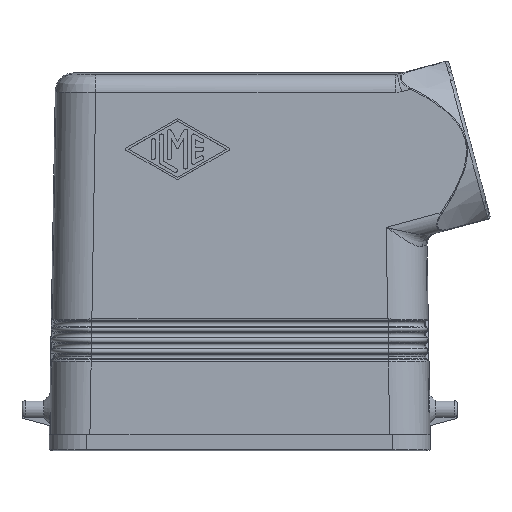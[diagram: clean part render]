
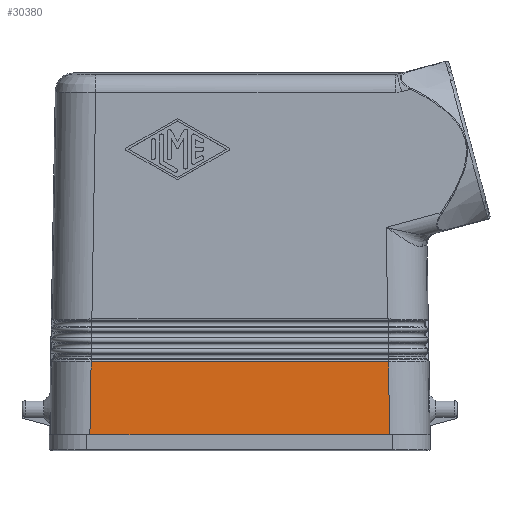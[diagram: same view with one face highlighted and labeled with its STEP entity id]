
A CAD part, front view. The second image highlights one B-rep face of the part: STEP entity #30380.
In plain terms, the highlighted face is planar.
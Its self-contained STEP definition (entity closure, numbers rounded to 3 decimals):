
#21140=CARTESIAN_POINT('',(12.4,23.216,0.));
#21150=VERTEX_POINT('',#21140);
#21420=CARTESIAN_POINT('',(12.4,0.,0.));
#21430=DIRECTION('',(0.,-1.,0.));
#21440=VECTOR('',#21430,1.);
#21450=LINE('',#21420,#21440);
#21460=CARTESIAN_POINT('',(12.4,72.784,0.));
#21470=VERTEX_POINT('',#21460);
#21480=EDGE_CURVE('',#21470,#21150,#21450,.T.);
#26660=CARTESIAN_POINT('',(12.4,0.,0.));
#26670=DIRECTION('',(-1.,0.,-0.017));
#26680=DIRECTION('',(0.,1.,0.));
#26690=AXIS2_PLACEMENT_3D('',#26660,#26670,#26680);
#26700=PLANE('',#26690);
#28270=CARTESIAN_POINT('',(12.398,72.782,
0.113));
#28280=DIRECTION('',(-0.017,-0.017,
1.));
#28290=VECTOR('',#28280,1.);
#28300=LINE('',#28270,#28290);
#28430=CARTESIAN_POINT('',(12.398,23.218,
0.113));
#28440=DIRECTION('',(-0.017,0.017,
1.));
#28450=VECTOR('',#28440,1.);
#28460=LINE('',#28430,#28450);
#30210=CARTESIAN_POINT('',(12.19,72.58,
12.017));
#30220=VERTEX_POINT('',#30210);
#30230=EDGE_CURVE('',#21470,#30220,#28300,.T.);
#30240=ORIENTED_EDGE('',*,*,#30230,.T.);
#30250=ORIENTED_EDGE('',*,*,#21480,.F.);
#30260=CARTESIAN_POINT('',(12.19,23.42,
12.017));
#30270=VERTEX_POINT('',#30260);
#30280=EDGE_CURVE('',#21150,#30270,#28460,.T.);
#30290=ORIENTED_EDGE('',*,*,#30280,.F.);
#30300=CARTESIAN_POINT('',(12.19,39.75,12.017));
#30310=DIRECTION('',(0.,1.,0.));
#30320=VECTOR('',#30310,1.);
#30330=LINE('',#30300,#30320);
#30340=EDGE_CURVE('',#30270,#30220,#30330,.T.);
#30350=ORIENTED_EDGE('',*,*,#30340,.F.);
#30360=EDGE_LOOP('',(#30350,#30290,#30250,#30240));
#30370=FACE_OUTER_BOUND('',#30360,.T.);
#30380=ADVANCED_FACE('',(#30370),#26700,.F.);
